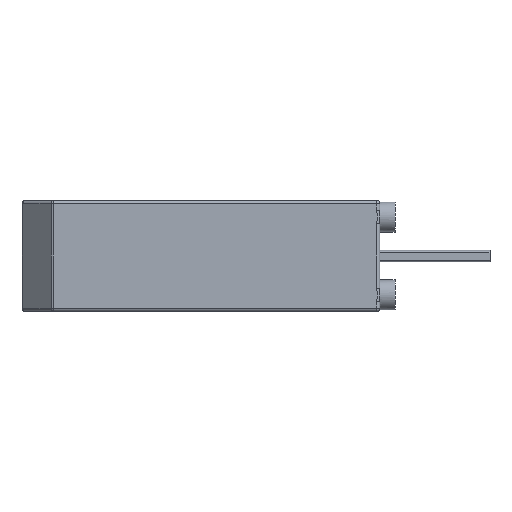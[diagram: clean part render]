
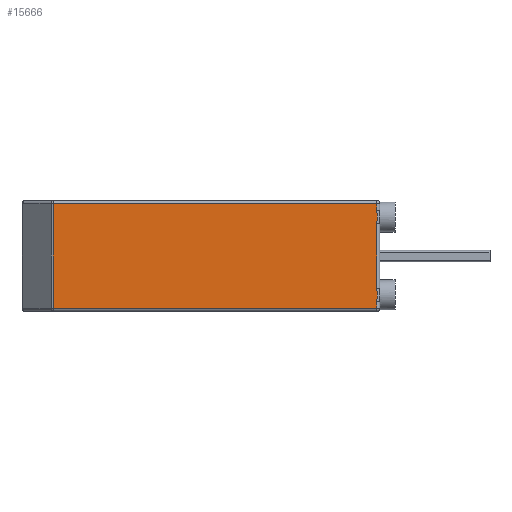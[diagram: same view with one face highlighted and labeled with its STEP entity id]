
A CAD part, left-side view. The second image highlights one B-rep face of the part: STEP entity #15666.
In plain terms, the highlighted planar face has unit normal (-1, 0, 0).
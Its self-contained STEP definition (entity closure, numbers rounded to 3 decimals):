
#576 = CARTESIAN_POINT ( 'NONE',  ( -4.95, 0.1, 1.75 ) ) ;
#577 = CARTESIAN_POINT ( 'NONE',  ( -4.95, 10.901, 1.75 ) ) ;
#2973 = CARTESIAN_POINT ( 'NONE',  ( -4.95, 10.901, -1.75 ) ) ;
#3588 = VERTEX_POINT ( 'NONE', #20192 ) ;
#3593 = VERTEX_POINT ( 'NONE', #20191 ) ;
#3595 = VERTEX_POINT ( 'NONE', #20190 ) ;
#3598 = VERTEX_POINT ( 'NONE', #577 ) ;
#3600 = VERTEX_POINT ( 'NONE', #576 ) ;
#3621 = VERTEX_POINT ( 'NONE', #20839 ) ;
#3623 = VERTEX_POINT ( 'NONE', #20841 ) ;
#3737 = VERTEX_POINT ( 'NONE', #2973 ) ;
#5190 = ORIENTED_EDGE ( 'NONE', *, *, #18907, .T. ) ;
#5191 = ORIENTED_EDGE ( 'NONE', *, *, #18898, .T. ) ;
#5192 = ORIENTED_EDGE ( 'NONE', *, *, #18947, .T. ) ;
#5193 = ORIENTED_EDGE ( 'NONE', *, *, #18945, .T. ) ;
#5194 = ORIENTED_EDGE ( 'NONE', *, *, #18963, .T. ) ;
#5195 = ORIENTED_EDGE ( 'NONE', *, *, #18960, .T. ) ;
#5196 = ORIENTED_EDGE ( 'NONE', *, *, #18943, .T. ) ;
#5197 = ORIENTED_EDGE ( 'NONE', *, *, #18935, .T. ) ;
#5697 = B_SPLINE_CURVE_WITH_KNOTS ( 'NONE', 3,
 ( #6585, #6602, #6603, #6604, #6605, #6606 ),
 .UNSPECIFIED., .F., .F.,
 ( 4, 2, 4 ),
 ( 0., 0., 0. ),
 .UNSPECIFIED. ) ;
#5698 = B_SPLINE_CURVE_WITH_KNOTS ( 'NONE', 3,
 ( #6638, #6641, #6642, #6643, #6644, #6645 ),
 .UNSPECIFIED., .F., .F.,
 ( 4, 2, 4 ),
 ( 0., 0., 0. ),
 .UNSPECIFIED. ) ;
#5805 = FACE_OUTER_BOUND ( 'NONE', #20937, .T. ) ;
#6109 = VECTOR ( 'NONE', #15181, 1000. ) ;
#6113 = LINE ( 'NONE', #15179, #6109 ) ;
#6119 = LINE ( 'NONE', #15182, #6127 ) ;
#6127 = VECTOR ( 'NONE', #15217, 1000. ) ;
#6176 = LINE ( 'NONE', #6578, #6177 ) ;
#6177 = VECTOR ( 'NONE', #6579, 1000. ) ;
#6192 = LINE ( 'NONE', #6593, #6193 ) ;
#6193 = VECTOR ( 'NONE', #6594, 1000. ) ;
#6196 = LINE ( 'NONE', #6597, #6197 ) ;
#6197 = VECTOR ( 'NONE', #6598, 1000. ) ;
#6221 = LINE ( 'NONE', #6634, #6222 ) ;
#6222 = VECTOR ( 'NONE', #6635, 1000. ) ;
#6578 = CARTESIAN_POINT ( 'NONE',  ( -4.95, 10.901, 1.85 ) ) ;
#6579 = DIRECTION ( 'NONE',  ( 0., 0., -1. ) ) ;
#6585 = CARTESIAN_POINT ( 'NONE',  ( -4.95, 0.1, -1.518 ) ) ;
#6593 = CARTESIAN_POINT ( 'NONE',  ( -4.95, 11.942, 1.75 ) ) ;
#6594 = DIRECTION ( 'NONE',  ( 0., 1., 0. ) ) ;
#6597 = CARTESIAN_POINT ( 'NONE',  ( -4.95, 0.1, 1.85 ) ) ;
#6598 = DIRECTION ( 'NONE',  ( 0., 0., 1. ) ) ;
#6602 = CARTESIAN_POINT ( 'NONE',  ( -4.95, 0.1, -1.445 ) ) ;
#6603 = CARTESIAN_POINT ( 'NONE',  ( -4.95, 0.087, -1.373 ) ) ;
#6604 = CARTESIAN_POINT ( 'NONE',  ( -4.95, 0.087, -1.227 ) ) ;
#6605 = CARTESIAN_POINT ( 'NONE',  ( -4.95, 0.1, -1.155 ) ) ;
#6606 = CARTESIAN_POINT ( 'NONE',  ( -4.95, 0.1, -1.082 ) ) ;
#6634 = CARTESIAN_POINT ( 'NONE',  ( -4.95, 0.1, 1.85 ) ) ;
#6635 = DIRECTION ( 'NONE',  ( 0., 0., 1. ) ) ;
#6638 = CARTESIAN_POINT ( 'NONE',  ( -4.95, 0.1, 1.082 ) ) ;
#6641 = CARTESIAN_POINT ( 'NONE',  ( -4.95, 0.1, 1.155 ) ) ;
#6642 = CARTESIAN_POINT ( 'NONE',  ( -4.95, 0.087, 1.227 ) ) ;
#6643 = CARTESIAN_POINT ( 'NONE',  ( -4.95, 0.087, 1.373 ) ) ;
#6644 = CARTESIAN_POINT ( 'NONE',  ( -4.95, 0.1, 1.445 ) ) ;
#6645 = CARTESIAN_POINT ( 'NONE',  ( -4.95, 0.1, 1.518 ) ) ;
#14555 = CARTESIAN_POINT ( 'NONE',  ( -4.95, 11.942, 1.85 ) ) ;
#14563 = PLANE ( 'NONE',  #15484 ) ;
#14575 = DIRECTION ( 'NONE',  ( 1., 0., 0. ) ) ;
#14576 = DIRECTION ( 'NONE',  ( 0., 0., -1. ) ) ;
#15179 = CARTESIAN_POINT ( 'NONE',  ( -4.95, 0.1, 1.85 ) ) ;
#15181 = DIRECTION ( 'NONE',  ( 0., 0., 1. ) ) ;
#15182 = CARTESIAN_POINT ( 'NONE',  ( -4.95, 11.942, -1.75 ) ) ;
#15217 = DIRECTION ( 'NONE',  ( 0., -1., 0. ) ) ;
#15484 = AXIS2_PLACEMENT_3D ( 'NONE', #14555, #14575, #14576 ) ;
#15666 = ADVANCED_FACE ( 'NONE', ( #5805 ), #14563, .F. ) ;
#18898 = EDGE_CURVE ( 'NONE', #3621, #3588, #6113, .T. ) ;
#18907 = EDGE_CURVE ( 'NONE', #3737, #3621, #6119, .T. ) ;
#18935 = EDGE_CURVE ( 'NONE', #3598, #3737, #6176, .T. ) ;
#18943 = EDGE_CURVE ( 'NONE', #3600, #3598, #6192, .T. ) ;
#18945 = EDGE_CURVE ( 'NONE', #3593, #3623, #6196, .T. ) ;
#18947 = EDGE_CURVE ( 'NONE', #3588, #3593, #5697, .T. ) ;
#18960 = EDGE_CURVE ( 'NONE', #3595, #3600, #6221, .T. ) ;
#18963 = EDGE_CURVE ( 'NONE', #3623, #3595, #5698, .T. ) ;
#20190 = CARTESIAN_POINT ( 'NONE',  ( -4.95, 0.1, 1.518 ) ) ;
#20191 = CARTESIAN_POINT ( 'NONE',  ( -4.95, 0.1, -1.082 ) ) ;
#20192 = CARTESIAN_POINT ( 'NONE',  ( -4.95, 0.1, -1.518 ) ) ;
#20839 = CARTESIAN_POINT ( 'NONE',  ( -4.95, 0.1, -1.75 ) ) ;
#20841 = CARTESIAN_POINT ( 'NONE',  ( -4.95, 0.1, 1.082 ) ) ;
#20937 = EDGE_LOOP ( 'NONE', ( #5190, #5191, #5192, #5193, #5194, #5195, #5196, #5197 ) ) ;
